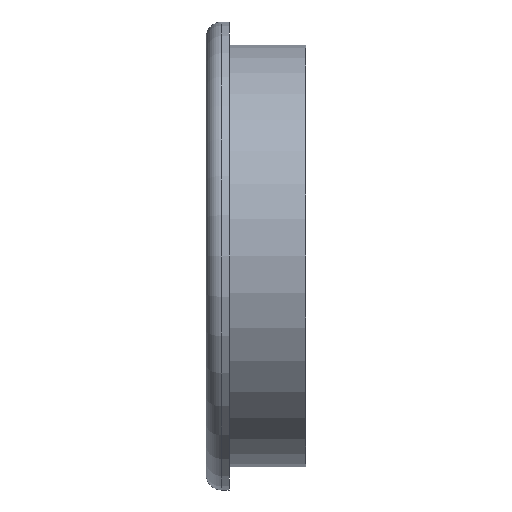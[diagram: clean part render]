
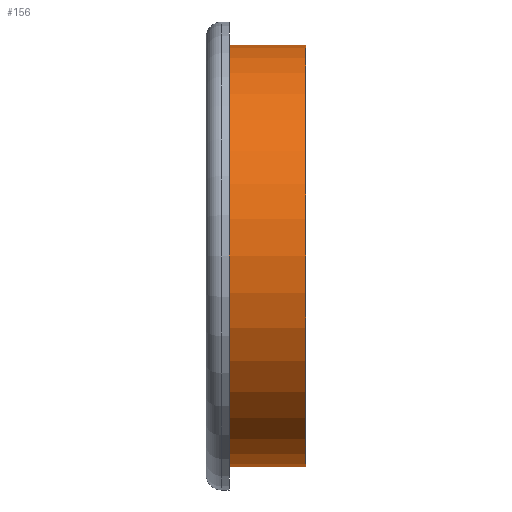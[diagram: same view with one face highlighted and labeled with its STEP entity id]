
A CAD part, left-side view. The second image highlights one B-rep face of the part: STEP entity #156.
In plain terms, the highlighted cylindrical face has radius 137.5 mm (diameter 275 mm), a partial arc.
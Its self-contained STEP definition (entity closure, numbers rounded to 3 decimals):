
#25 = DIRECTION ( 'NONE',  ( 0., 0., 1. ) ) ;
#51 = CARTESIAN_POINT ( 'NONE',  ( 0., 0., 137.5 ) ) ;
#55 = CIRCLE ( 'NONE', #281, 137.5 ) ;
#66 = CARTESIAN_POINT ( 'NONE',  ( 0., -50., -137.5 ) ) ;
#73 = CARTESIAN_POINT ( 'NONE',  ( 0., 0., 0. ) ) ;
#82 = AXIS2_PLACEMENT_3D ( 'NONE', #152, #194, #202 ) ;
#84 = ORIENTED_EDGE ( 'NONE', *, *, #394, .F. ) ;
#95 = EDGE_CURVE ( 'NONE', #200, #307, #198, .T. ) ;
#115 = ORIENTED_EDGE ( 'NONE', *, *, #95, .F. ) ;
#119 = CARTESIAN_POINT ( 'NONE',  ( 0., -50., 137.5 ) ) ;
#122 = VECTOR ( 'NONE', #304, 1000. ) ;
#129 = LINE ( 'NONE', #119, #122 ) ;
#152 = CARTESIAN_POINT ( 'NONE',  ( 0., -50., 0. ) ) ;
#156 = ADVANCED_FACE ( 'NONE', ( #404 ), #406, .T. ) ;
#194 = DIRECTION ( 'NONE',  ( 0., 1., 0. ) ) ;
#198 = LINE ( 'NONE', #536, #294 ) ;
#200 = VERTEX_POINT ( 'NONE', #66 ) ;
#202 = DIRECTION ( 'NONE',  ( 0., 0., 1. ) ) ;
#219 = EDGE_CURVE ( 'NONE', #200, #449, #55, .T. ) ;
#249 = CARTESIAN_POINT ( 'NONE',  ( 0., -50., 0. ) ) ;
#264 = CARTESIAN_POINT ( 'NONE',  ( 0., -50., 137.5 ) ) ;
#281 = AXIS2_PLACEMENT_3D ( 'NONE', #249, #412, #25 ) ;
#294 = VECTOR ( 'NONE', #327, 1000. ) ;
#304 = DIRECTION ( 'NONE',  ( 0., 1., 0. ) ) ;
#307 = VERTEX_POINT ( 'NONE', #556 ) ;
#321 = AXIS2_PLACEMENT_3D ( 'NONE', #73, #426, #384 ) ;
#327 = DIRECTION ( 'NONE',  ( 0., 1., 0. ) ) ;
#342 = EDGE_CURVE ( 'NONE', #449, #546, #129, .T. ) ;
#384 = DIRECTION ( 'NONE',  ( 0., 0., 1. ) ) ;
#394 = EDGE_CURVE ( 'NONE', #307, #546, #509, .T. ) ;
#404 = FACE_OUTER_BOUND ( 'NONE', #458, .T. ) ;
#405 = ORIENTED_EDGE ( 'NONE', *, *, #219, .T. ) ;
#406 = CYLINDRICAL_SURFACE ( 'NONE', #82, 137.5 ) ;
#412 = DIRECTION ( 'NONE',  ( 0., 1., 0. ) ) ;
#426 = DIRECTION ( 'NONE',  ( 0., 1., 0. ) ) ;
#434 = ORIENTED_EDGE ( 'NONE', *, *, #342, .T. ) ;
#449 = VERTEX_POINT ( 'NONE', #264 ) ;
#458 = EDGE_LOOP ( 'NONE', ( #115, #405, #434, #84 ) ) ;
#509 = CIRCLE ( 'NONE', #321, 137.5 ) ;
#536 = CARTESIAN_POINT ( 'NONE',  ( 0., -50., -137.5 ) ) ;
#546 = VERTEX_POINT ( 'NONE', #51 ) ;
#556 = CARTESIAN_POINT ( 'NONE',  ( 0., 0., -137.5 ) ) ;
